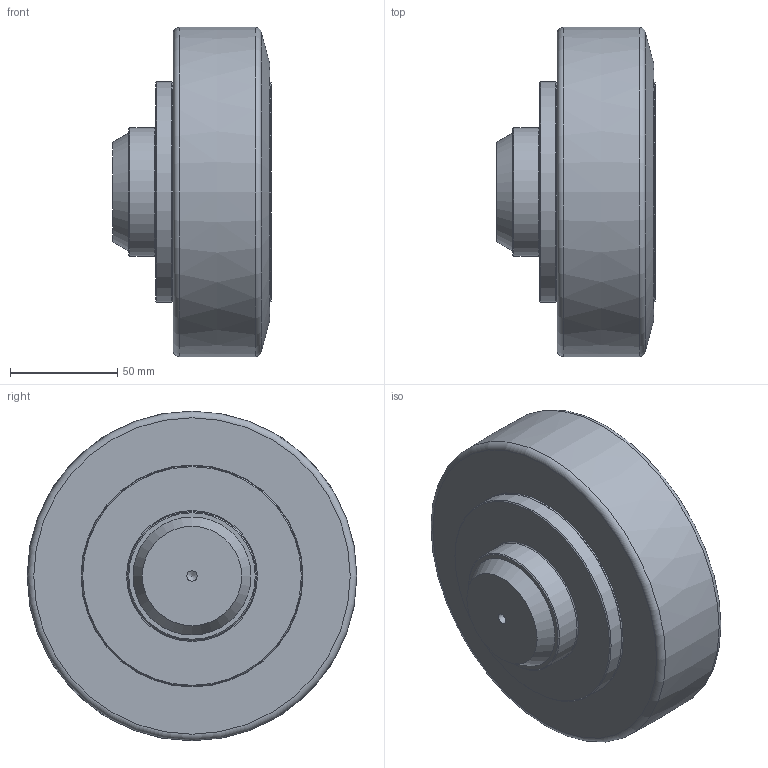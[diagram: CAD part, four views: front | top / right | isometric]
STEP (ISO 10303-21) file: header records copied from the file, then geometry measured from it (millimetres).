
FILE_DESCRIPTION(/* description */ ('-','CAx-IF Rec.Pracs.---Representation and Presentation of Product Manufacturing Information (PMI)---4.0---2014-10-13'),/* implementation_level */ '2;1');
FILE_NAME(/* name */ 'fbee5de9-6acf-402d-8280-e4e59129d605.stp',/* time_stamp */ '2020-06-24T16:37:49+02:00',/* author */ ('-'),/* organization */ ('NTI CADcenter A/S'),/* preprocessor_version */ 'ST-DEVELOPER v18',/* originating_system */ 'Autodesk Inventor 2020',/* authorisation */ '-');
FILE_SCHEMA (('AP242_MANAGED_MODEL_BASED_3D_ENGINEERING_MIM_LF { 1 0 10303 442 1 1 4 }'));
Length unit declared in the file: millimetre
Products named in the file (1): PT150.0460_Kontur
Bounding box: 74 x 153.79 x 153.8 mm (x, y, z)
Volume: 842448.4 mm3; surface area: 110106.9 mm2
Topology: 1 solids, 1 shells, 125 faces, 344 edges, 222 vertices
Faces by surface type: plane 66, cylinder 39, cone 12, torus 7, bspline 1
Full cylindrical faces by diameter (mm): 4 x2, 4.5 x1, 4.917 x1, 12 x4, 12.4 x4, 60 x1, 90 x1, 100.3 x1, 101.4 x1, 102.5 x1, 103 x1, 103.5 x2, 105.5 x1, 109 x1, 111.5 x2, 113 x2
Entity records: 4577 total; most frequent: CARTESIAN_POINT 989, DIRECTION 780, ORIENTED_EDGE 694, EDGE_CURVE 347, AXIS2_PLACEMENT_3D 326, VERTEX_POINT 222, CIRCLE 201, EDGE_LOOP 149
